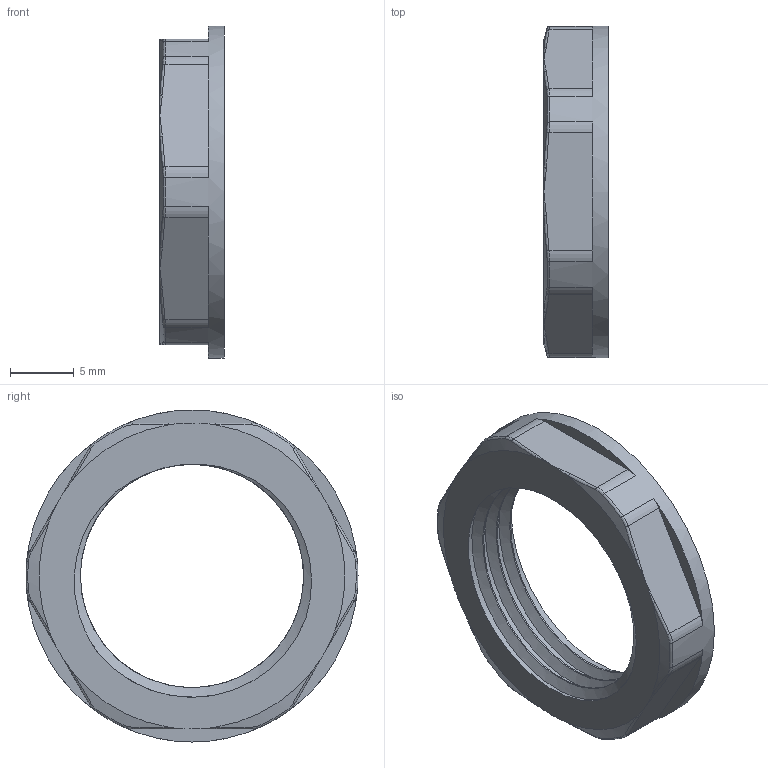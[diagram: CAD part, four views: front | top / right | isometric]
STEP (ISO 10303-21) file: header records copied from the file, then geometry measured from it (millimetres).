
FILE_DESCRIPTION(/* description */ ('Gegenmutter mit Bund PG 11'),/* implementation_level */ '2;1');
FILE_NAME(/* name */ '12096411-RST.stp',/* time_stamp */ '2016-04-19T10:17:03+02:00',/* author */ ('SL'),/* organization */ (''),/* preprocessor_version */ 'ST-DEVELOPER v15.2',/* originating_system */ 'Autodesk Inventor 2014',/* authorisation */ '');
FILE_SCHEMA (('AUTOMOTIVE_DESIGN { 1 0 10303 214 3 1 1 }'));
Length unit declared in the file: millimetre
Products named in the file (1): Gegenmutter-03-BT-0001-12096411
Bounding box: 5.04 x 26.04 x 26.04 mm (x, y, z)
Volume: 1159.4 mm3; surface area: 1348.8 mm2
Topology: 1 solids, 1 shells, 80 faces, 202 edges, 112 vertices
Faces by surface type: bspline 38, cylinder 15, plane 15, torus 6, cone 6
Full cylindrical faces by diameter (mm): 26.04 x1
Entity records: 4745 total; most frequent: CARTESIAN_POINT 3071, ORIENTED_EDGE 376, DIRECTION 294, EDGE_CURVE 188, AXIS2_PLACEMENT_3D 131, VERTEX_POINT 111, CIRCLE 88, EDGE_LOOP 83
